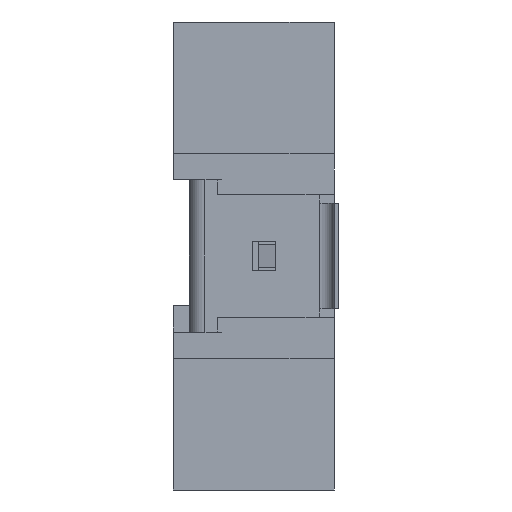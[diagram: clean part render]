
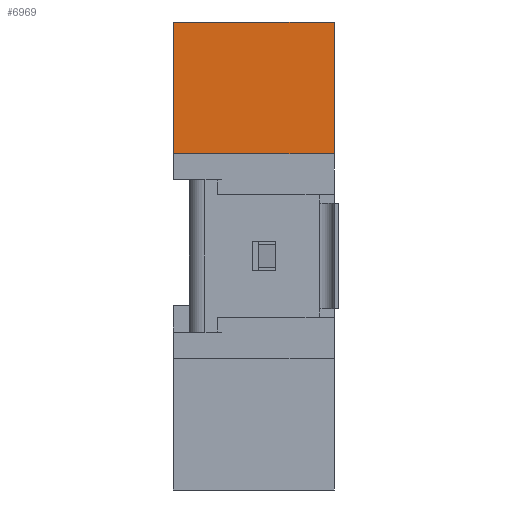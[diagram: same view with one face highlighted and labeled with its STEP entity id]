
A CAD part, left-side view. The second image highlights one B-rep face of the part: STEP entity #6969.
In plain terms, the highlighted planar face has unit normal (-1, 0, 0).
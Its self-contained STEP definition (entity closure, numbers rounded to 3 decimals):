
#293 = DIRECTION ( 'NONE',  ( 0., -1., 0. ) ) ;
#399 = PLANE ( 'NONE',  #1910 ) ;
#1118 = VECTOR ( 'NONE', #8613, 1000. ) ;
#1255 = DIRECTION ( 'NONE',  ( 0., 0., -1. ) ) ;
#1296 = ORIENTED_EDGE ( 'NONE', *, *, #7173, .F. ) ;
#1457 = VECTOR ( 'NONE', #293, 1000. ) ;
#1510 = DIRECTION ( 'NONE',  ( 0., 0., 1. ) ) ;
#1803 = EDGE_CURVE ( 'NONE', #3450, #2063, #4100, .T. ) ;
#1910 = AXIS2_PLACEMENT_3D ( 'NONE', #2809, #6559, #1255 ) ;
#2053 = CARTESIAN_POINT ( 'NONE',  ( -11., 0., 8. ) ) ;
#2063 = VERTEX_POINT ( 'NONE', #2053 ) ;
#2092 = CARTESIAN_POINT ( 'NONE',  ( -11., 5.5, 3.5 ) ) ;
#2809 = CARTESIAN_POINT ( 'NONE',  ( -11., 5.5, 3.5 ) ) ;
#3047 = DIRECTION ( 'NONE',  ( 0., 0., 1. ) ) ;
#3111 = ORIENTED_EDGE ( 'NONE', *, *, #4794, .T. ) ;
#3147 = VECTOR ( 'NONE', #1510, 1000. ) ;
#3250 = CARTESIAN_POINT ( 'NONE',  ( -11., 0., 3.5 ) ) ;
#3294 = LINE ( 'NONE', #5476, #1118 ) ;
#3408 = CARTESIAN_POINT ( 'NONE',  ( -11., 5.5, 8. ) ) ;
#3450 = VERTEX_POINT ( 'NONE', #4196 ) ;
#3608 = VERTEX_POINT ( 'NONE', #2092 ) ;
#4100 = LINE ( 'NONE', #3408, #1457 ) ;
#4196 = CARTESIAN_POINT ( 'NONE',  ( -11., 5.5, 8. ) ) ;
#4278 = LINE ( 'NONE', #5343, #9023 ) ;
#4307 = ORIENTED_EDGE ( 'NONE', *, *, #5635, .T. ) ;
#4794 = EDGE_CURVE ( 'NONE', #4903, #2063, #4278, .T. ) ;
#4827 = FACE_OUTER_BOUND ( 'NONE', #9655, .T. ) ;
#4903 = VERTEX_POINT ( 'NONE', #3250 ) ;
#5202 = LINE ( 'NONE', #8509, #3147 ) ;
#5343 = CARTESIAN_POINT ( 'NONE',  ( -11., 0., 3.5 ) ) ;
#5476 = CARTESIAN_POINT ( 'NONE',  ( -11., 5.5, 3.5 ) ) ;
#5635 = EDGE_CURVE ( 'NONE', #3608, #4903, #3294, .T. ) ;
#6559 = DIRECTION ( 'NONE',  ( 1., 0., 0. ) ) ;
#6969 = ADVANCED_FACE ( 'NONE', ( #4827 ), #399, .F. ) ;
#7173 = EDGE_CURVE ( 'NONE', #3608, #3450, #5202, .T. ) ;
#8509 = CARTESIAN_POINT ( 'NONE',  ( -11., 5.5, 3.5 ) ) ;
#8613 = DIRECTION ( 'NONE',  ( 0., -1., 0. ) ) ;
#8966 = ORIENTED_EDGE ( 'NONE', *, *, #1803, .F. ) ;
#9023 = VECTOR ( 'NONE', #3047, 1000. ) ;
#9655 = EDGE_LOOP ( 'NONE', ( #3111, #8966, #1296, #4307 ) ) ;
